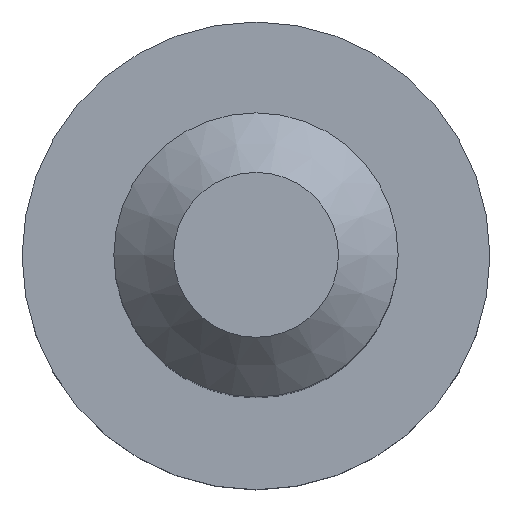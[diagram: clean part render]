
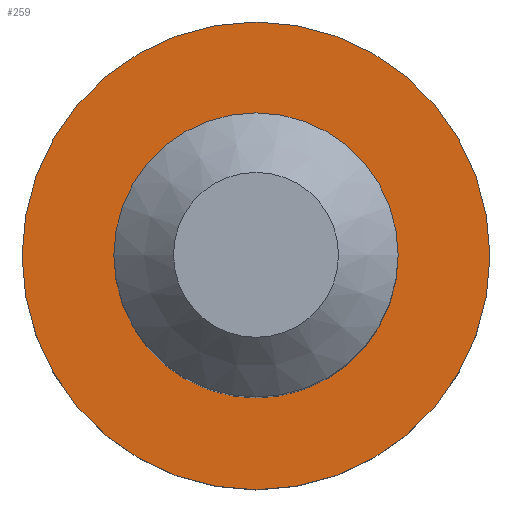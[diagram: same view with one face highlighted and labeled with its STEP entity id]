
A CAD part, top view. The second image highlights one B-rep face of the part: STEP entity #259.
In plain terms, the highlighted planar face has unit normal (0, 0, 1).
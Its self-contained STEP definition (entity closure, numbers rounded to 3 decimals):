
#17=FACE_BOUND('',#60,.T.);
#30=PLANE('',#294);
#42=FACE_OUTER_BOUND('',#59,.T.);
#59=EDGE_LOOP('',(#226));
#60=EDGE_LOOP('',(#227));
#114=CIRCLE('',#284,1.215);
#116=CIRCLE('',#295,2.);
#125=VERTEX_POINT('',#395);
#139=VERTEX_POINT('',#439);
#148=EDGE_CURVE('',#125,#125,#114,.T.);
#169=EDGE_CURVE('',#139,#139,#116,.T.);
#226=ORIENTED_EDGE('',*,*,#169,.F.);
#227=ORIENTED_EDGE('',*,*,#148,.T.);
#259=ADVANCED_FACE('',(#42,#17),#30,.T.);
#284=AXIS2_PLACEMENT_3D('',#396,#320,#321);
#294=AXIS2_PLACEMENT_3D('',#438,#359,#360);
#295=AXIS2_PLACEMENT_3D('',#440,#361,#362);
#320=DIRECTION('center_axis',(0.,0.,-1.));
#321=DIRECTION('ref_axis',(-1.,0.,0.));
#359=DIRECTION('center_axis',(0.,0.,1.));
#360=DIRECTION('ref_axis',(1.,0.,0.));
#361=DIRECTION('center_axis',(0.,0.,-1.));
#362=DIRECTION('ref_axis',(1.,0.,0.));
#395=CARTESIAN_POINT('',(1.215,0.,4.1));
#396=CARTESIAN_POINT('Origin',(0.,0.,4.1));
#438=CARTESIAN_POINT('Origin',(-2.,0.,4.1));
#439=CARTESIAN_POINT('',(2.,0.,4.1));
#440=CARTESIAN_POINT('Origin',(0.,0.,4.1));
